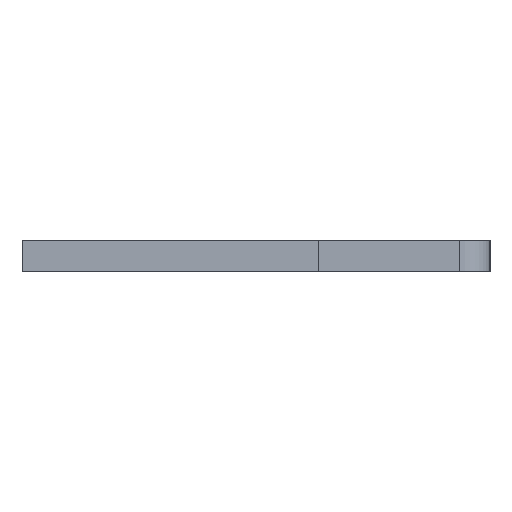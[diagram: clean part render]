
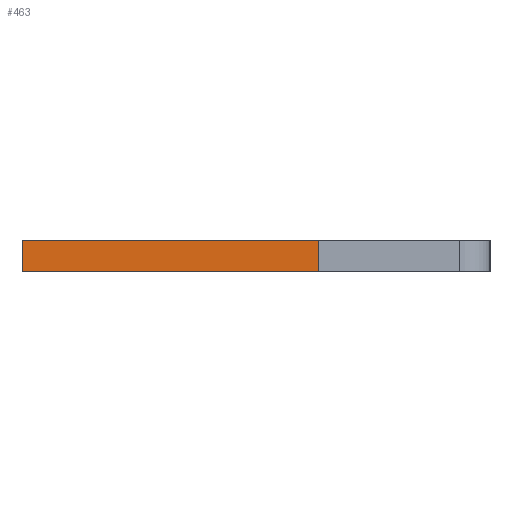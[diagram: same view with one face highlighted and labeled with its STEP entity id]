
A CAD part, left-side view. The second image highlights one B-rep face of the part: STEP entity #463.
In plain terms, the highlighted face is planar.
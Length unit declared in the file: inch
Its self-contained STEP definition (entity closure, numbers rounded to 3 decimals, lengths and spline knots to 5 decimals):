
#59 = VECTOR ( 'NONE', #1218, 39.37008 ) ;
#83 = VERTEX_POINT ( 'NONE', #488 ) ;
#217 = DIRECTION ( 'NONE',  ( 0., 1., 0. ) ) ;
#233 = ORIENTED_EDGE ( 'NONE', *, *, #767, .T. ) ;
#265 = CARTESIAN_POINT ( 'NONE',  ( 0.01, 0.15, -0.04 ) ) ;
#313 = VERTEX_POINT ( 'NONE', #1403 ) ;
#414 = CARTESIAN_POINT ( 'NONE',  ( 0.01, -0.04, -0.04 ) ) ;
#437 = EDGE_CURVE ( 'NONE', #628, #313, #1371, .T. ) ;
#463 = ADVANCED_FACE ( 'NONE', ( #671 ), #944, .F. ) ;
#488 = CARTESIAN_POINT ( 'NONE',  ( -0.01, -0.04, -0.04 ) ) ;
#493 = CARTESIAN_POINT ( 'NONE',  ( 0.01, 0.15, -0.04 ) ) ;
#527 = VERTEX_POINT ( 'NONE', #1187 ) ;
#550 = CARTESIAN_POINT ( 'NONE',  ( 0.01, 0.15, -0.04 ) ) ;
#597 = LINE ( 'NONE', #550, #59 ) ;
#614 = DIRECTION ( 'NONE',  ( 1., 0., 0. ) ) ;
#628 = VERTEX_POINT ( 'NONE', #1071 ) ;
#671 = FACE_OUTER_BOUND ( 'NONE', #1130, .T. ) ;
#737 = EDGE_CURVE ( 'NONE', #628, #83, #1083, .T. ) ;
#767 = EDGE_CURVE ( 'NONE', #83, #527, #1317, .T. ) ;
#855 = EDGE_CURVE ( 'NONE', #313, #527, #597, .T. ) ;
#872 = CARTESIAN_POINT ( 'NONE',  ( -0.01, 0.15, -0.04 ) ) ;
#873 = VECTOR ( 'NONE', #1310, 39.37008 ) ;
#944 = PLANE ( 'NONE',  #1142 ) ;
#1042 = VECTOR ( 'NONE', #217, 39.37008 ) ;
#1071 = CARTESIAN_POINT ( 'NONE',  ( 0.01, -0.04, -0.04 ) ) ;
#1083 = LINE ( 'NONE', #414, #873 ) ;
#1130 = EDGE_LOOP ( 'NONE', ( #233, #1230, #1152, #1411 ) ) ;
#1142 = AXIS2_PLACEMENT_3D ( 'NONE', #493, #1284, #614 ) ;
#1152 = ORIENTED_EDGE ( 'NONE', *, *, #437, .F. ) ;
#1157 = DIRECTION ( 'NONE',  ( 0., 1., 0. ) ) ;
#1187 = CARTESIAN_POINT ( 'NONE',  ( -0.01, 0.15, -0.04 ) ) ;
#1218 = DIRECTION ( 'NONE',  ( -1., 0., 0. ) ) ;
#1230 = ORIENTED_EDGE ( 'NONE', *, *, #855, .F. ) ;
#1284 = DIRECTION ( 'NONE',  ( 0., 0., 1. ) ) ;
#1310 = DIRECTION ( 'NONE',  ( -1., 0., 0. ) ) ;
#1317 = LINE ( 'NONE', #872, #1042 ) ;
#1371 = LINE ( 'NONE', #265, #1387 ) ;
#1387 = VECTOR ( 'NONE', #1157, 39.37008 ) ;
#1403 = CARTESIAN_POINT ( 'NONE',  ( 0.01, 0.15, -0.04 ) ) ;
#1411 = ORIENTED_EDGE ( 'NONE', *, *, #737, .T. ) ;
